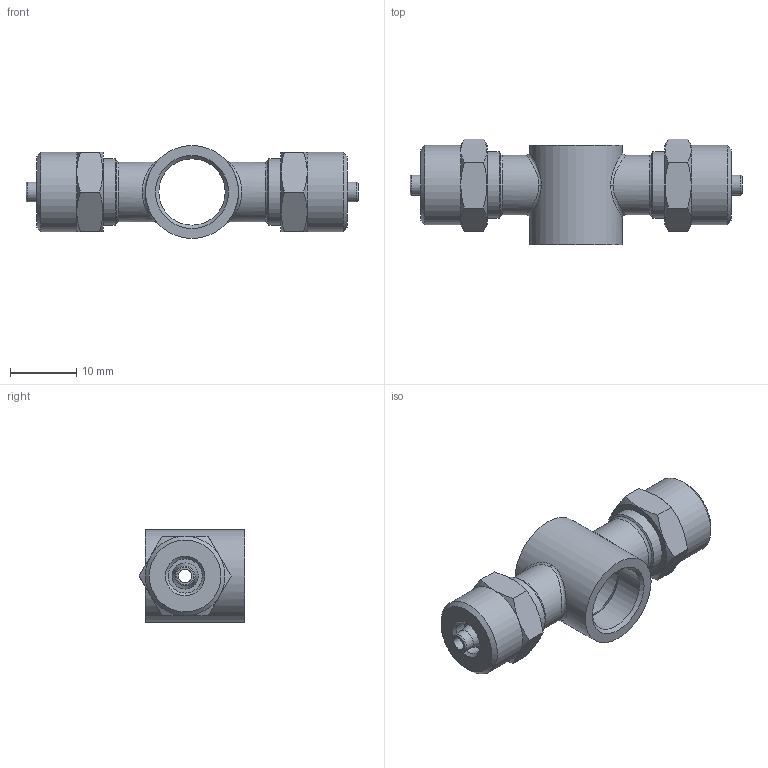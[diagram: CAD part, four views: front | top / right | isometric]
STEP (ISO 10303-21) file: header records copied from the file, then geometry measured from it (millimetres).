
FILE_DESCRIPTION( ( 'STEP AP214' ), '1' );
FILE_NAME( '02140021.stp', '2021-04-19T13:05:26', ( 'License CC BY-ND 4.0' ), ( 'CADENAS' ), ' ', 'PARTsolutions', ' ' );
FILE_SCHEMA( ( 'AUTOMOTIVE_DESIGN { 1 0 10303 214 1 1 1 1 }' ) );
Length unit declared in the file: millimetre
Products named in the file (1): NONE
Bounding box: 50 x 15.93 x 14 mm (x, y, z)
Volume: 4121.5 mm3; surface area: 3019.5 mm2
Topology: 1 solids, 1 shells, 72 faces, 162 edges, 100 vertices
Faces by surface type: cone 26, plane 22, cylinder 16, bspline 4, torus 4
Full cylindrical faces by diameter (mm): 2 x2, 3 x2, 5.15 x2, 9 x2, 10 x4, 10.9 x1, 12 x2, 14 x1
Entity records: 3218 total; most frequent: CARTESIAN_POINT 1251, DIRECTION 262, ORIENTED_EDGE 248, AXIS2_PLACEMENT_3D 125, EDGE_CURVE 124, EDGE_LOOP 120, VERTEX_POINT 96, FACE_OUTER_BOUND 92
